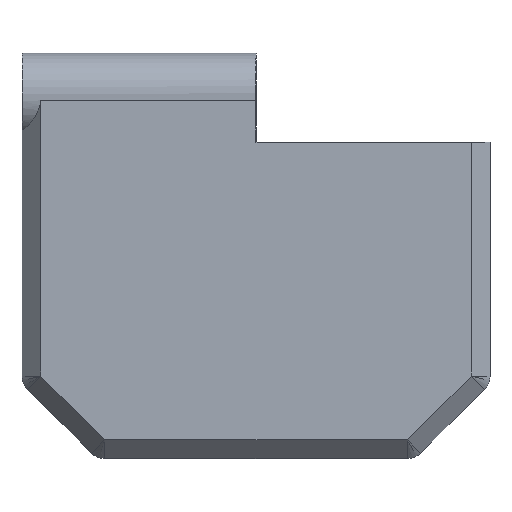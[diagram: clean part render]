
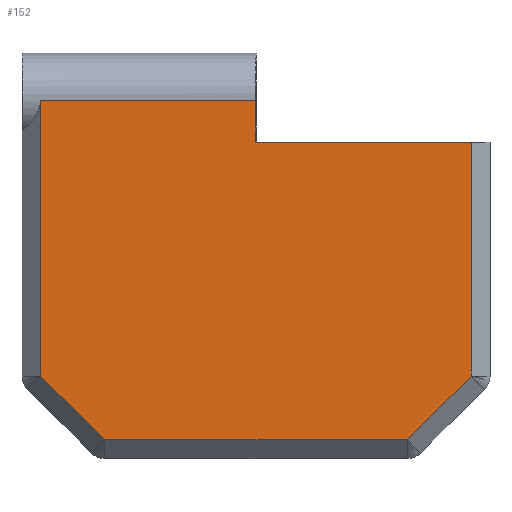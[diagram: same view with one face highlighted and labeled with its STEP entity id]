
A CAD part, left-side view. The second image highlights one B-rep face of the part: STEP entity #152.
In plain terms, the highlighted planar face has unit normal (-1, 0, 0).
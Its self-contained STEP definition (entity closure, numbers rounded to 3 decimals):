
#19 = ORIENTED_EDGE ( 'NONE', *, *, #502, .T. ) ;
#28 = AXIS2_PLACEMENT_3D ( 'NONE', #364, #721, #304 ) ;
#30 = CARTESIAN_POINT ( 'NONE',  ( 18.969, 53., 10.276 ) ) ;
#33 = CARTESIAN_POINT ( 'NONE',  ( 18.969, 30., 10.276 ) ) ;
#36 = VECTOR ( 'NONE', #349, 1000. ) ;
#49 = EDGE_LOOP ( 'NONE', ( #19, #276, #67, #531, #143, #134, #260, #174 ) ) ;
#67 = ORIENTED_EDGE ( 'NONE', *, *, #856, .F. ) ;
#126 = VERTEX_POINT ( 'NONE', #234 ) ;
#134 = ORIENTED_EDGE ( 'NONE', *, *, #711, .F. ) ;
#143 = ORIENTED_EDGE ( 'NONE', *, *, #416, .F. ) ;
#150 = VERTEX_POINT ( 'NONE', #33 ) ;
#152 = ADVANCED_FACE ( 'NONE', ( #832 ), #834, .T. ) ;
#168 = VERTEX_POINT ( 'NONE', #597 ) ;
#174 = ORIENTED_EDGE ( 'NONE', *, *, #822, .T. ) ;
#182 = VERTEX_POINT ( 'NONE', #30 ) ;
#234 = CARTESIAN_POINT ( 'NONE',  ( 18.969, 53., -19.172 ) ) ;
#238 = LINE ( 'NONE', #705, #36 ) ;
#246 = CARTESIAN_POINT ( 'NONE',  ( 18.969, 46.172, -26. ) ) ;
#260 = ORIENTED_EDGE ( 'NONE', *, *, #798, .F. ) ;
#264 = CARTESIAN_POINT ( 'NONE',  ( 18.969, 53., -19.172 ) ) ;
#276 = ORIENTED_EDGE ( 'NONE', *, *, #365, .F. ) ;
#299 = LINE ( 'NONE', #626, #651 ) ;
#304 = DIRECTION ( 'NONE',  ( 0., 0., -1. ) ) ;
#345 = DIRECTION ( 'NONE',  ( 0., 0., 1. ) ) ;
#349 = DIRECTION ( 'NONE',  ( 0., 0., -1. ) ) ;
#351 = VERTEX_POINT ( 'NONE', #642 ) ;
#363 = LINE ( 'NONE', #605, #462 ) ;
#364 = CARTESIAN_POINT ( 'NONE',  ( 18.969, 0., 0. ) ) ;
#365 = EDGE_CURVE ( 'NONE', #182, #150, #428, .T. ) ;
#369 = VECTOR ( 'NONE', #582, 1000. ) ;
#385 = CARTESIAN_POINT ( 'NONE',  ( 18.969, 7., 5.8 ) ) ;
#416 = EDGE_CURVE ( 'NONE', #351, #680, #692, .T. ) ;
#428 = LINE ( 'NONE', #580, #725 ) ;
#429 = CARTESIAN_POINT ( 'NONE',  ( 18.969, 7., -19.172 ) ) ;
#443 = DIRECTION ( 'NONE',  ( 0., 0.707, 0.707 ) ) ;
#457 = DIRECTION ( 'NONE',  ( 0., 1., 0. ) ) ;
#462 = VECTOR ( 'NONE', #782, 1000. ) ;
#502 = EDGE_CURVE ( 'NONE', #168, #150, #299, .T. ) ;
#503 = VECTOR ( 'NONE', #345, 1000. ) ;
#511 = CARTESIAN_POINT ( 'NONE',  ( 18.969, 46.172, -26. ) ) ;
#518 = DIRECTION ( 'NONE',  ( 0., -1., 0. ) ) ;
#531 = ORIENTED_EDGE ( 'NONE', *, *, #599, .F. ) ;
#534 = VECTOR ( 'NONE', #443, 1000. ) ;
#580 = CARTESIAN_POINT ( 'NONE',  ( 18.969, 17.272, 10.276 ) ) ;
#582 = DIRECTION ( 'NONE',  ( 0., 1., 0. ) ) ;
#597 = CARTESIAN_POINT ( 'NONE',  ( 18.969, 30., 5.8 ) ) ;
#598 = VECTOR ( 'NONE', #457, 1000. ) ;
#599 = EDGE_CURVE ( 'NONE', #680, #126, #872, .T. ) ;
#603 = VERTEX_POINT ( 'NONE', #385 ) ;
#605 = CARTESIAN_POINT ( 'NONE',  ( 18.969, 13.828, -26. ) ) ;
#626 = CARTESIAN_POINT ( 'NONE',  ( 18.969, 30., 6.3 ) ) ;
#642 = CARTESIAN_POINT ( 'NONE',  ( 18.969, 13.828, -26. ) ) ;
#651 = VECTOR ( 'NONE', #859, 1000. ) ;
#680 = VERTEX_POINT ( 'NONE', #246 ) ;
#692 = LINE ( 'NONE', #511, #598 ) ;
#703 = CARTESIAN_POINT ( 'NONE',  ( 18.969, 53., 10.276 ) ) ;
#705 = CARTESIAN_POINT ( 'NONE',  ( 18.969, 7., -19.172 ) ) ;
#708 = LINE ( 'NONE', #817, #369 ) ;
#711 = EDGE_CURVE ( 'NONE', #739, #351, #363, .T. ) ;
#721 = DIRECTION ( 'NONE',  ( -1., 0., 0. ) ) ;
#725 = VECTOR ( 'NONE', #518, 1000. ) ;
#739 = VERTEX_POINT ( 'NONE', #429 ) ;
#782 = DIRECTION ( 'NONE',  ( 0., 0.707, -0.707 ) ) ;
#798 = EDGE_CURVE ( 'NONE', #603, #739, #238, .T. ) ;
#817 = CARTESIAN_POINT ( 'NONE',  ( 18.969, 0., 5.8 ) ) ;
#822 = EDGE_CURVE ( 'NONE', #603, #168, #708, .T. ) ;
#832 = FACE_OUTER_BOUND ( 'NONE', #49, .T. ) ;
#834 = PLANE ( 'NONE',  #28 ) ;
#840 = LINE ( 'NONE', #703, #503 ) ;
#856 = EDGE_CURVE ( 'NONE', #126, #182, #840, .T. ) ;
#859 = DIRECTION ( 'NONE',  ( 0., 0., 1. ) ) ;
#872 = LINE ( 'NONE', #264, #534 ) ;
